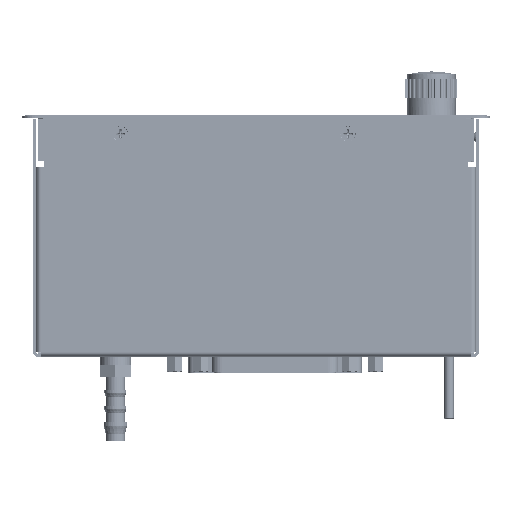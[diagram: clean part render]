
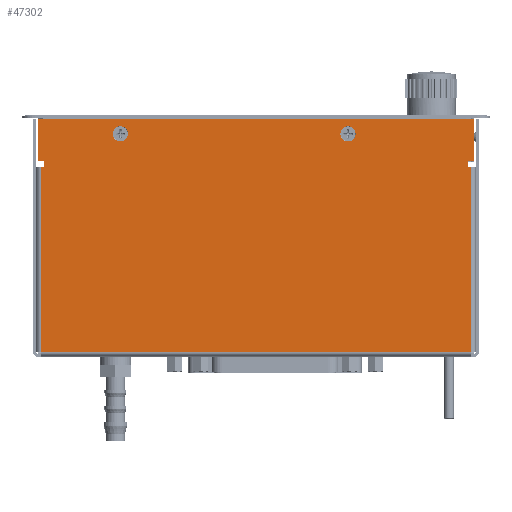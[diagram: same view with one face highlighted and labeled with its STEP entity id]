
A CAD part, left-side view. The second image highlights one B-rep face of the part: STEP entity #47302.
In plain terms, the highlighted planar face has unit normal (-1, 0, 0).
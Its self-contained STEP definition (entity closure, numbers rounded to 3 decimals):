
#11739=LINE('',#196198,#26596);
#11743=LINE('',#196206,#26600);
#11746=LINE('',#196212,#26603);
#11749=LINE('',#196219,#26606);
#11753=LINE('',#196227,#26610);
#11756=LINE('',#196233,#26613);
#11758=LINE('',#196236,#26615);
#11763=LINE('',#196250,#26620);
#11764=LINE('',#196252,#26621);
#11833=LINE('',#196439,#26690);
#11835=LINE('',#196448,#26692);
#11836=LINE('',#196450,#26693);
#26596=VECTOR('',#154919,1.);
#26600=VECTOR('',#154925,1.);
#26603=VECTOR('',#154930,1.);
#26606=VECTOR('',#154935,1.);
#26610=VECTOR('',#154941,1.);
#26613=VECTOR('',#154946,1.);
#26615=VECTOR('',#154950,1.);
#26620=VECTOR('',#154961,1.);
#26621=VECTOR('',#154964,1.);
#26690=VECTOR('',#155165,1.);
#26692=VECTOR('',#155179,1.);
#26693=VECTOR('',#155180,1.);
#39939=PLANE('',#140223);
#47302=ADVANCED_FACE('',(#54350,#54351,#54352),#39939,.F.);
#54350=FACE_BOUND('',#57084,.T.);
#54351=FACE_BOUND('',#57085,.T.);
#54352=FACE_BOUND('',#57086,.T.);
#57084=EDGE_LOOP('',(#70414));
#57085=EDGE_LOOP('',(#70415));
#57086=EDGE_LOOP('',(#70416,#70417,#70418,#70419,#70420,#70421,#70422,#70423,
#70424,#70425,#70426,#70427));
#70414=ORIENTED_EDGE('',*,*,#118706,.T.);
#70415=ORIENTED_EDGE('',*,*,#118709,.T.);
#70416=ORIENTED_EDGE('',*,*,#118975,.F.);
#70417=ORIENTED_EDGE('',*,*,#118980,.F.);
#70418=ORIENTED_EDGE('',*,*,#118981,.F.);
#70419=ORIENTED_EDGE('',*,*,#118878,.F.);
#70420=ORIENTED_EDGE('',*,*,#118861,.F.);
#70421=ORIENTED_EDGE('',*,*,#118865,.F.);
#70422=ORIENTED_EDGE('',*,*,#118868,.F.);
#70423=ORIENTED_EDGE('',*,*,#118870,.F.);
#70424=ORIENTED_EDGE('',*,*,#118851,.F.);
#70425=ORIENTED_EDGE('',*,*,#118855,.F.);
#70426=ORIENTED_EDGE('',*,*,#118858,.F.);
#70427=ORIENTED_EDGE('',*,*,#118877,.F.);
#104912=VERTEX_POINT('',#195884);
#104915=VERTEX_POINT('',#195892);
#105025=VERTEX_POINT('',#196197);
#105026=VERTEX_POINT('',#196199);
#105028=VERTEX_POINT('',#196205);
#105030=VERTEX_POINT('',#196211);
#105033=VERTEX_POINT('',#196218);
#105034=VERTEX_POINT('',#196220);
#105036=VERTEX_POINT('',#196226);
#105038=VERTEX_POINT('',#196232);
#105044=VERTEX_POINT('',#196249);
#105045=VERTEX_POINT('',#196253);
#105096=VERTEX_POINT('',#196436);
#105098=VERTEX_POINT('',#196449);
#118706=EDGE_CURVE('',#104912,#104912,#135746,.T.);
#118709=EDGE_CURVE('',#104915,#104915,#135749,.T.);
#118851=EDGE_CURVE('',#105025,#105026,#11739,.T.);
#118855=EDGE_CURVE('',#105028,#105025,#11743,.T.);
#118858=EDGE_CURVE('',#105030,#105028,#11746,.T.);
#118861=EDGE_CURVE('',#105033,#105034,#11749,.T.);
#118865=EDGE_CURVE('',#105036,#105033,#11753,.T.);
#118868=EDGE_CURVE('',#105038,#105036,#11756,.T.);
#118870=EDGE_CURVE('',#105026,#105038,#11758,.T.);
#118877=EDGE_CURVE('',#105044,#105030,#11763,.T.);
#118878=EDGE_CURVE('',#105034,#105045,#11764,.T.);
#118975=EDGE_CURVE('',#105096,#105044,#11833,.T.);
#118980=EDGE_CURVE('',#105098,#105096,#11835,.T.);
#118981=EDGE_CURVE('',#105045,#105098,#11836,.T.);
#135746=CIRCLE('',#140018,2.4);
#135749=CIRCLE('',#140023,2.4);
#140018=AXIS2_PLACEMENT_3D('',#195883,#154595,#154596);
#140023=AXIS2_PLACEMENT_3D('',#195891,#154605,#154606);
#140223=AXIS2_PLACEMENT_3D('',#196451,#155181,#155182);
#154595=DIRECTION('',(1.,0.,0.));
#154596=DIRECTION('',(0.,0.,1.));
#154605=DIRECTION('',(1.,0.,0.));
#154606=DIRECTION('',(0.,0.,1.));
#154919=DIRECTION('',(0.,0.,1.));
#154925=DIRECTION('',(0.,1.,0.));
#154930=DIRECTION('',(0.,0.,1.));
#154935=DIRECTION('',(0.,0.,-1.));
#154941=DIRECTION('',(0.,1.,0.));
#154946=DIRECTION('',(0.,0.,-1.));
#154950=DIRECTION('',(0.,-1.,0.));
#154961=DIRECTION('',(0.,-1.,0.));
#154964=DIRECTION('',(0.,-1.,0.));
#155165=DIRECTION('',(0.,0.,1.));
#155179=DIRECTION('',(0.,1.,0.));
#155180=DIRECTION('',(0.,0.,-1.));
#155181=DIRECTION('',(1.,0.,0.));
#155182=DIRECTION('',(0.,0.,-1.));
#195883=CARTESIAN_POINT('',(-183.,-122.621,-6.));
#195884=CARTESIAN_POINT('',(-183.,-122.621,-3.6));
#195891=CARTESIAN_POINT('',(-183.,-50.621,-6.));
#195892=CARTESIAN_POINT('',(-183.,-50.621,-3.6));
#196197=CARTESIAN_POINT('',(-183.,-24.521,-14.5));
#196198=CARTESIAN_POINT('',(-183.,-24.521,-14.5));
#196199=CARTESIAN_POINT('',(-183.,-24.521,-1.3));
#196205=CARTESIAN_POINT('',(-183.,-26.521,-14.5));
#196206=CARTESIAN_POINT('',(-183.,-26.521,-14.5));
#196211=CARTESIAN_POINT('',(-183.,-26.521,-16.5));
#196212=CARTESIAN_POINT('',(-183.,-26.521,-16.5));
#196218=CARTESIAN_POINT('',(-183.,-160.521,-14.5));
#196219=CARTESIAN_POINT('',(-183.,-160.521,-14.5));
#196220=CARTESIAN_POINT('',(-183.,-160.521,-16.5));
#196226=CARTESIAN_POINT('',(-183.,-162.521,-14.5));
#196227=CARTESIAN_POINT('',(-183.,-162.521,-14.5));
#196232=CARTESIAN_POINT('',(-183.,-162.521,-1.3));
#196233=CARTESIAN_POINT('',(-183.,-162.521,-1.3));
#196236=CARTESIAN_POINT('',(-183.,-24.521,-1.3));
#196249=CARTESIAN_POINT('',(-183.,-25.521,-16.5));
#196250=CARTESIAN_POINT('',(-183.,-163.021,-16.5));
#196252=CARTESIAN_POINT('',(-183.,-163.021,-16.5));
#196253=CARTESIAN_POINT('',(-183.,-161.521,-16.5));
#196436=CARTESIAN_POINT('',(-183.,-25.521,-75.));
#196439=CARTESIAN_POINT('',(-183.,-25.521,-31.275));
#196448=CARTESIAN_POINT('',(-183.,-58.771,-75.));
#196449=CARTESIAN_POINT('',(-183.,-161.521,-75.));
#196450=CARTESIAN_POINT('',(-183.,-161.521,-60.525));
#196451=CARTESIAN_POINT('',(-183.,-93.521,-46.05));
